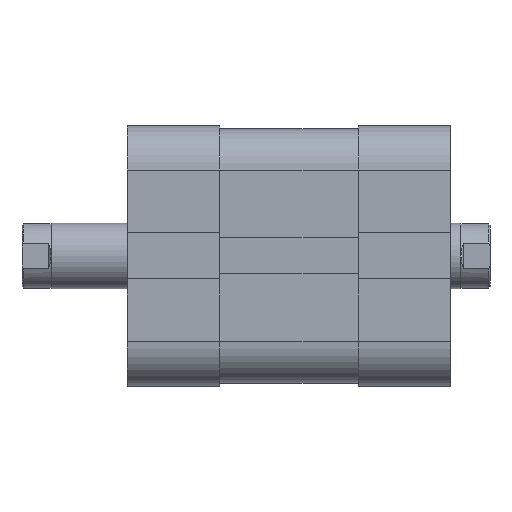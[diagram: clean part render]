
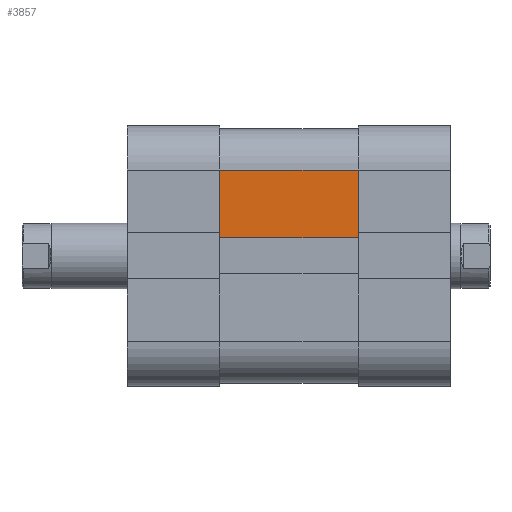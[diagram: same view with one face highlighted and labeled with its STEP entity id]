
A CAD part, top view. The second image highlights one B-rep face of the part: STEP entity #3857.
In plain terms, the highlighted face is planar.
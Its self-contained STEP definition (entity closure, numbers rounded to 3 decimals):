
#72 = CARTESIAN_POINT ( 'NONE',  ( 16.55, 0., 0. ) ) ;
#86 = CARTESIAN_POINT ( 'NONE',  ( 6.25, 0., 0. ) ) ;
#91 = CARTESIAN_POINT ( 'NONE',  ( 16.55, 0., -21. ) ) ;
#92 = CARTESIAN_POINT ( 'NONE',  ( 6.25, 0., -21. ) ) ;
#436 = VERTEX_POINT ( 'NONE', #92 ) ;
#437 = VERTEX_POINT ( 'NONE', #91 ) ;
#442 = VERTEX_POINT ( 'NONE', #86 ) ;
#456 = VERTEX_POINT ( 'NONE', #72 ) ;
#728 = CARTESIAN_POINT ( 'NONE',  ( 6.25, 0., -21. ) ) ;
#729 = DIRECTION ( 'NONE',  ( 1., 0., 0. ) ) ;
#745 = CARTESIAN_POINT ( 'NONE',  ( 6.25, 0., -21. ) ) ;
#746 = DIRECTION ( 'NONE',  ( 0., 0., 1. ) ) ;
#747 = CARTESIAN_POINT ( 'NONE',  ( 6.25, 0., 0. ) ) ;
#748 = DIRECTION ( 'NONE',  ( 1., 0., 0. ) ) ;
#751 = CARTESIAN_POINT ( 'NONE',  ( 16.55, 0., -21. ) ) ;
#752 = DIRECTION ( 'NONE',  ( 0., 0., 1. ) ) ;
#1370 = CARTESIAN_POINT ( 'NONE',  ( 6.25, 0., -21. ) ) ;
#1371 = PLANE ( 'NONE',  #3612 ) ;
#1373 = DIRECTION ( 'NONE',  ( 0., -1., 0. ) ) ;
#1374 = DIRECTION ( 'NONE',  ( 0., 0., -1. ) ) ;
#2035 = FACE_OUTER_BOUND ( 'NONE', #4356, .T. ) ;
#3157 = EDGE_CURVE ( 'NONE', #436, #437, #6130, .T. ) ;
#3164 = EDGE_CURVE ( 'NONE', #436, #442, #6142, .T. ) ;
#3165 = EDGE_CURVE ( 'NONE', #442, #456, #6144, .T. ) ;
#3167 = EDGE_CURVE ( 'NONE', #437, #456, #6148, .T. ) ;
#3612 = AXIS2_PLACEMENT_3D ( 'NONE', #1370, #1373, #1374 ) ;
#3857 = ADVANCED_FACE ( 'NONE', ( #2035 ), #1371, .T. ) ;
#4356 = EDGE_LOOP ( 'NONE', ( #5662, #5664, #5668, #5669 ) ) ;
#5662 = ORIENTED_EDGE ( 'NONE', *, *, #3167, .T. ) ;
#5664 = ORIENTED_EDGE ( 'NONE', *, *, #3165, .F. ) ;
#5668 = ORIENTED_EDGE ( 'NONE', *, *, #3164, .F. ) ;
#5669 = ORIENTED_EDGE ( 'NONE', *, *, #3157, .T. ) ;
#6130 = LINE ( 'NONE', #728, #6131 ) ;
#6131 = VECTOR ( 'NONE', #729, 1000. ) ;
#6142 = LINE ( 'NONE', #745, #6143 ) ;
#6143 = VECTOR ( 'NONE', #746, 1000. ) ;
#6144 = LINE ( 'NONE', #747, #6145 ) ;
#6145 = VECTOR ( 'NONE', #748, 1000. ) ;
#6148 = LINE ( 'NONE', #751, #6149 ) ;
#6149 = VECTOR ( 'NONE', #752, 1000. ) ;
